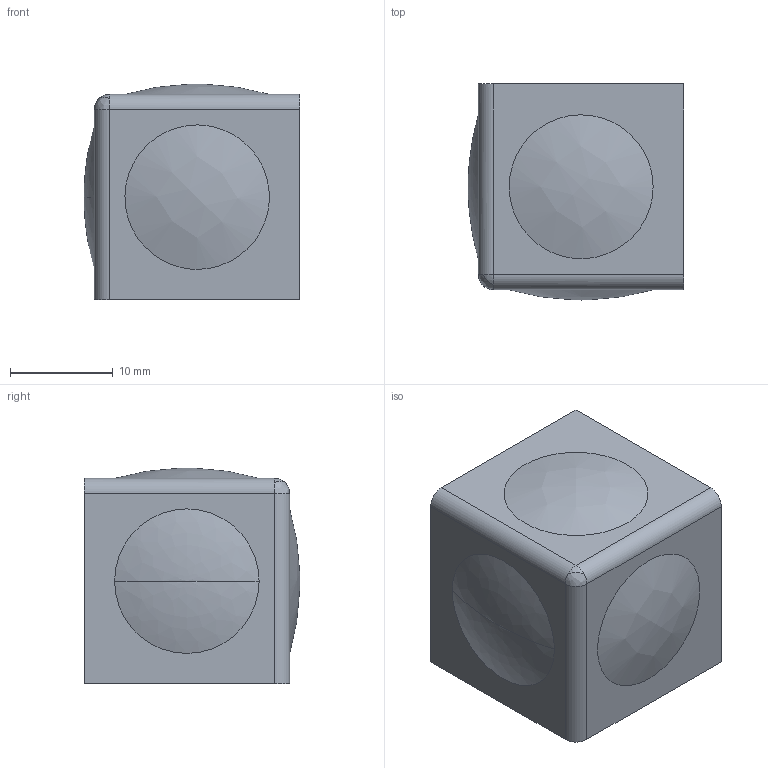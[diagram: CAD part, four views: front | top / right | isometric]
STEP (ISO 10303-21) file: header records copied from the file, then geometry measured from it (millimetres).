
FILE_DESCRIPTION (( 'STEP AP214' ), '1' );
FILE_NAME ('61260651', '2019-02-04T09:32:06', ( '' ), ('JUGARD+KÜNSTNER GmbH'), 'SwSTEP 2.0', 'SolidWorks 2017', '' );
FILE_SCHEMA (( 'AUTOMOTIVE_DESIGN' ));
Length unit declared in the file: millimetre
Products named in the file (1): 61260651_CNAJF00
Bounding box: 21 x 21 x 21 mm (x, y, z)
Volume: 4707.8 mm3; surface area: 3694.7 mm2
Topology: 1 solids, 1 shells, 51 faces, 134 edges, 86 vertices
Faces by surface type: plane 24, cone 12, cylinder 9, bspline 6
Entity records: 2117 total; most frequent: CARTESIAN_POINT 826, ORIENTED_EDGE 260, DIRECTION 235, EDGE_CURVE 130, VERTEX_POINT 86, AXIS2_PLACEMENT_3D 83, LINE 69, VECTOR 69
